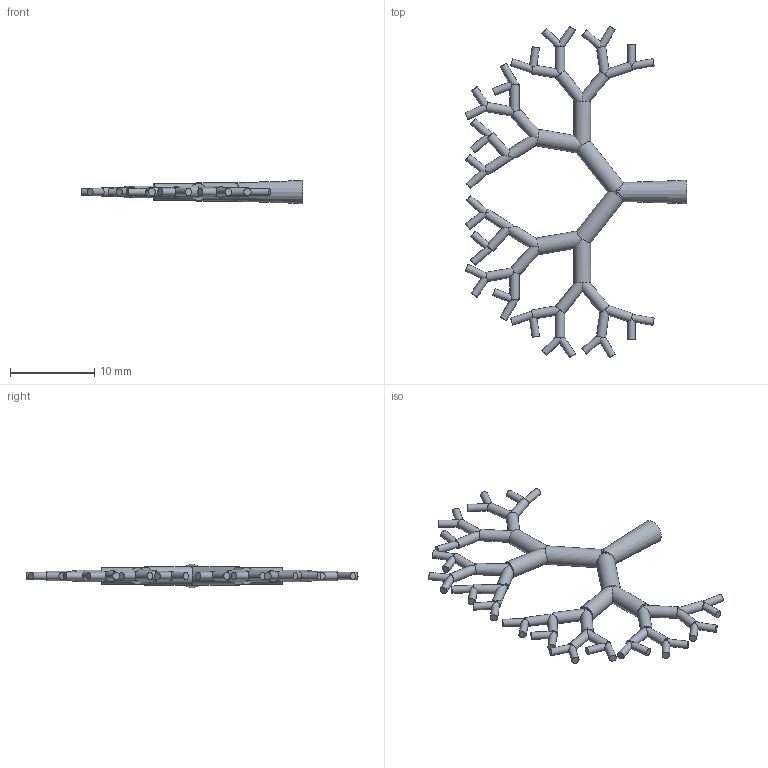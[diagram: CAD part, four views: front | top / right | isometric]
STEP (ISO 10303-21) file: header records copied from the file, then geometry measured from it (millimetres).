
FILE_DESCRIPTION(/* description */ (''),/* implementation_level */ '2;1');
FILE_NAME(/* name */ 'Trachea v7.step',/* time_stamp */ '2022-04-21T16:06:34-04:00',/* author */ (''),/* organization */ (''),/* preprocessor_version */ 'ST-DEVELOPER v18.1',/* originating_system */ 'Autodesk Translation Framework v10.14.0.1471',/* authorisation */ '');
FILE_SCHEMA (('AUTOMOTIVE_DESIGN { 1 0 10303 214 3 1 1 }'));
Length unit declared in the file: millimetre
Products named in the file (1): Trachea
Bounding box: 26.34 x 39.41 x 2.78 mm (x, y, z)
Volume: 288.7 mm3; surface area: 820.3 mm2
Topology: 7 solids, 7 shells, 154 faces, 395 edges, 261 vertices
Faces by surface type: cylinder 88, plane 65, cone 1
Full cylindrical faces by diameter (mm): 0.875 x32, 1.1 x16, 1.38 x8, 2 x4, 2.204 x2
Entity records: 5252 total; most frequent: CARTESIAN_POINT 1334, DIRECTION 907, ORIENTED_EDGE 790, AXIS2_PLACEMENT_3D 420, EDGE_CURVE 395, VERTEX_POINT 261, ELLIPSE 196, EDGE_LOOP 160
